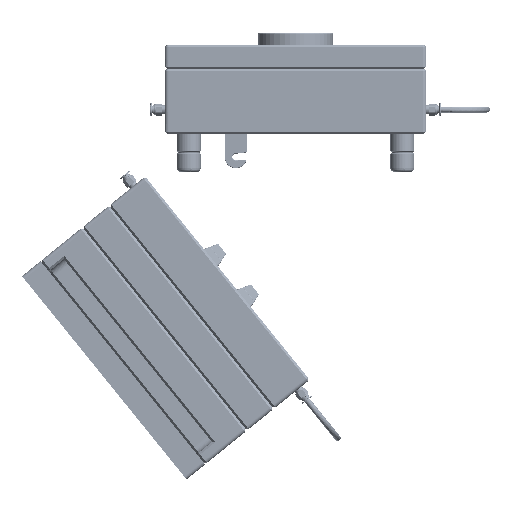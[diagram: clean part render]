
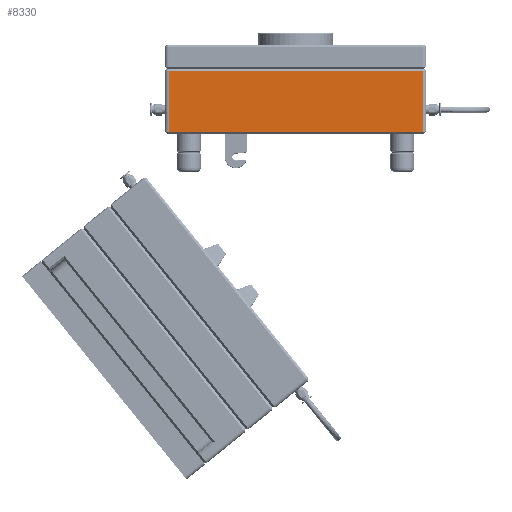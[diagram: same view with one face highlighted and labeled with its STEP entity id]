
A CAD part, front view. The second image highlights one B-rep face of the part: STEP entity #8330.
In plain terms, the highlighted free-form (B-spline) face has degree [1, 1] with [2, 2] control points.
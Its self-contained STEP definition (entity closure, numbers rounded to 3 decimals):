
#8302 = EDGE_CURVE('',#8303,#8305,#8307,.T.);
#8303 = VERTEX_POINT('',#8304);
#8304 = CARTESIAN_POINT('',(-166.193,-146.641,
    -2.933));
#8305 = VERTEX_POINT('',#8306);
#8306 = CARTESIAN_POINT('',(-166.193,-146.641,
    -82.119));
#8307 = B_SPLINE_CURVE_WITH_KNOTS('',1,(#8308,#8309),.UNSPECIFIED.,.F.,
  .F.,(2,2),(3.,84.),.PIECEWISE_BEZIER_KNOTS.);
#8308 = CARTESIAN_POINT('',(-166.193,-146.641,
    -2.933));
#8309 = CARTESIAN_POINT('',(-166.193,-146.641,
    -82.119));
#8330 = ADVANCED_FACE('',(#8331),#8353,.F.);
#8331 = FACE_BOUND('',#8332,.T.);
#8332 = EDGE_LOOP('',(#8333,#8342,#8347,#8348));
#8333 = ORIENTED_EDGE('',*,*,#8334,.F.);
#8334 = EDGE_CURVE('',#8335,#8337,#8339,.T.);
#8335 = VERTEX_POINT('',#8336);
#8336 = CARTESIAN_POINT('',(166.193,-146.641,
    -2.933));
#8337 = VERTEX_POINT('',#8338);
#8338 = CARTESIAN_POINT('',(166.193,-146.641,
    -82.119));
#8339 = B_SPLINE_CURVE_WITH_KNOTS('',1,(#8340,#8341),.UNSPECIFIED.,.F.,
  .F.,(2,2),(3.,84.),.PIECEWISE_BEZIER_KNOTS.);
#8340 = CARTESIAN_POINT('',(166.193,-146.641,
    -2.933));
#8341 = CARTESIAN_POINT('',(166.193,-146.641,
    -82.119));
#8342 = ORIENTED_EDGE('',*,*,#8343,.T.);
#8343 = EDGE_CURVE('',#8335,#8303,#8344,.T.);
#8344 = B_SPLINE_CURVE_WITH_KNOTS('',1,(#8345,#8346),.UNSPECIFIED.,.F.,
  .F.,(2,2),(-340.,0.),.PIECEWISE_BEZIER_KNOTS.);
#8345 = CARTESIAN_POINT('',(166.193,-146.641,
    -2.933));
#8346 = CARTESIAN_POINT('',(-166.193,-146.641,
    -2.933));
#8347 = ORIENTED_EDGE('',*,*,#8302,.T.);
#8348 = ORIENTED_EDGE('',*,*,#8349,.T.);
#8349 = EDGE_CURVE('',#8305,#8337,#8350,.T.);
#8350 = B_SPLINE_CURVE_WITH_KNOTS('',1,(#8351,#8352),.UNSPECIFIED.,.F.,
  .F.,(2,2),(-340.,0.),.PIECEWISE_BEZIER_KNOTS.);
#8351 = CARTESIAN_POINT('',(-166.193,-146.641,
    -82.119));
#8352 = CARTESIAN_POINT('',(166.193,-146.641,
    -82.119));
#8353 = B_SPLINE_SURFACE_WITH_KNOTS('',1,1,(
    (#8354,#8355)
    ,(#8356,#8357
    )),.UNSPECIFIED.,.F.,.F.,.F.,(2,2),(2,2),(-340.,0.),(-84.,-3.),
  .PIECEWISE_BEZIER_KNOTS.);
#8354 = CARTESIAN_POINT('',(166.193,-146.641,
    -82.119));
#8355 = CARTESIAN_POINT('',(166.193,-146.641,
    -2.933));
#8356 = CARTESIAN_POINT('',(-166.193,-146.641,
    -82.119));
#8357 = CARTESIAN_POINT('',(-166.193,-146.641,
    -2.933));
